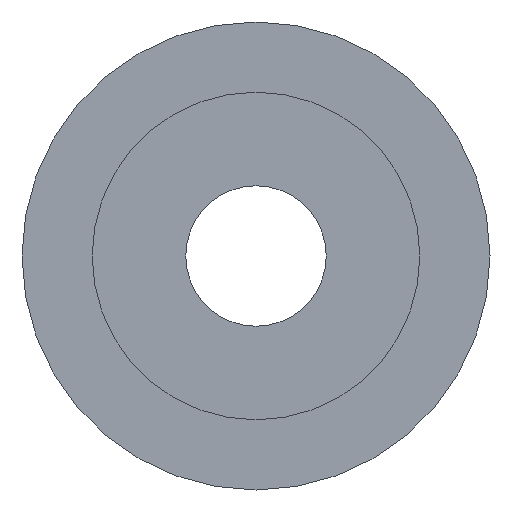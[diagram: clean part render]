
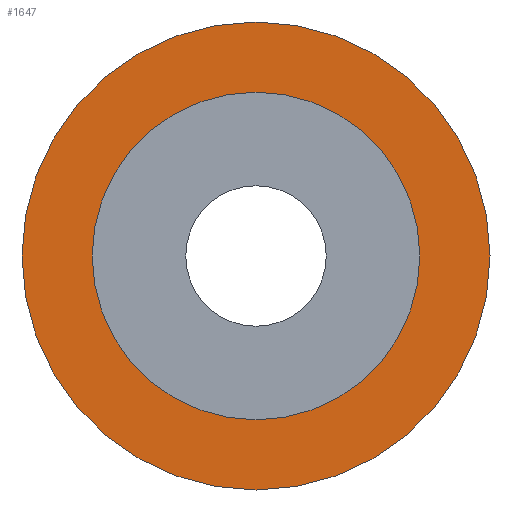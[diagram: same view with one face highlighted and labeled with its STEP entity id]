
A CAD part, front view. The second image highlights one B-rep face of the part: STEP entity #1647.
In plain terms, the highlighted planar face has unit normal (0, -1, 0).
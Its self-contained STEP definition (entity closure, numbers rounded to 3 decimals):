
#18 = EDGE_LOOP ( 'NONE', ( #264, #1952 ) ) ;
#135 = CARTESIAN_POINT ( 'NONE',  ( 0., -1.5, 0. ) ) ;
#154 = EDGE_CURVE ( 'NONE', #1799, #1395, #536, .T. ) ;
#186 = VERTEX_POINT ( 'NONE', #557 ) ;
#221 = EDGE_CURVE ( 'NONE', #1417, #186, #822, .T. ) ;
#223 = CIRCLE ( 'NONE', #1779, 3.5 ) ;
#242 = AXIS2_PLACEMENT_3D ( 'NONE', #872, #1355, #1516 ) ;
#264 = ORIENTED_EDGE ( 'NONE', *, *, #1939, .F. ) ;
#312 = DIRECTION ( 'NONE',  ( 0., 1., 0. ) ) ;
#536 = CIRCLE ( 'NONE', #981, 5. ) ;
#557 = CARTESIAN_POINT ( 'NONE',  ( 0., -1.5, 3.5 ) ) ;
#605 = AXIS2_PLACEMENT_3D ( 'NONE', #135, #1671, #1836 ) ;
#670 = CARTESIAN_POINT ( 'NONE',  ( 0., -1.5, 0. ) ) ;
#671 = DIRECTION ( 'NONE',  ( 0., 1., 0. ) ) ;
#754 = FACE_BOUND ( 'NONE', #1745, .T. ) ;
#801 = CARTESIAN_POINT ( 'NONE',  ( 0., -1.5, -5. ) ) ;
#822 = CIRCLE ( 'NONE', #242, 3.5 ) ;
#872 = CARTESIAN_POINT ( 'NONE',  ( 0., -1.5, 0. ) ) ;
#914 = CARTESIAN_POINT ( 'NONE',  ( 0., -1.5, 5. ) ) ;
#937 = EDGE_CURVE ( 'NONE', #186, #1417, #223, .T. ) ;
#981 = AXIS2_PLACEMENT_3D ( 'NONE', #670, #1781, #1943 ) ;
#990 = AXIS2_PLACEMENT_3D ( 'NONE', #1254, #312, #1410 ) ;
#1033 = PLANE ( 'NONE',  #605 ) ;
#1085 = CIRCLE ( 'NONE', #990, 5. ) ;
#1176 = CARTESIAN_POINT ( 'NONE',  ( 0., -1.5, 0. ) ) ;
#1254 = CARTESIAN_POINT ( 'NONE',  ( 0., -1.5, 0. ) ) ;
#1285 = ORIENTED_EDGE ( 'NONE', *, *, #937, .T. ) ;
#1355 = DIRECTION ( 'NONE',  ( 0., 1., 0. ) ) ;
#1395 = VERTEX_POINT ( 'NONE', #801 ) ;
#1410 = DIRECTION ( 'NONE',  ( 0., 0., 1. ) ) ;
#1417 = VERTEX_POINT ( 'NONE', #1456 ) ;
#1456 = CARTESIAN_POINT ( 'NONE',  ( 0., -1.5, -3.5 ) ) ;
#1457 = FACE_OUTER_BOUND ( 'NONE', #18, .T. ) ;
#1516 = DIRECTION ( 'NONE',  ( 0., 0., 1. ) ) ;
#1647 = ADVANCED_FACE ( 'NONE', ( #754, #1457 ), #1033, .F. ) ;
#1671 = DIRECTION ( 'NONE',  ( 0., 1., 0. ) ) ;
#1745 = EDGE_LOOP ( 'NONE', ( #1808, #1285 ) ) ;
#1779 = AXIS2_PLACEMENT_3D ( 'NONE', #1176, #671, #1944 ) ;
#1781 = DIRECTION ( 'NONE',  ( 0., 1., 0. ) ) ;
#1799 = VERTEX_POINT ( 'NONE', #914 ) ;
#1808 = ORIENTED_EDGE ( 'NONE', *, *, #221, .T. ) ;
#1836 = DIRECTION ( 'NONE',  ( 0., 0., 1. ) ) ;
#1939 = EDGE_CURVE ( 'NONE', #1395, #1799, #1085, .T. ) ;
#1943 = DIRECTION ( 'NONE',  ( 0., 0., 1. ) ) ;
#1944 = DIRECTION ( 'NONE',  ( 0., 0., 1. ) ) ;
#1952 = ORIENTED_EDGE ( 'NONE', *, *, #154, .F. ) ;
